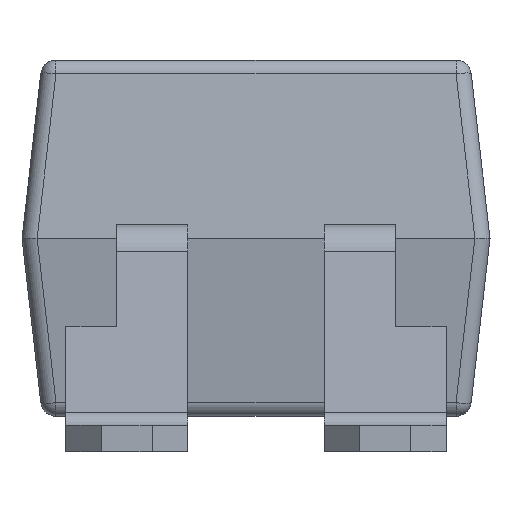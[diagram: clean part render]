
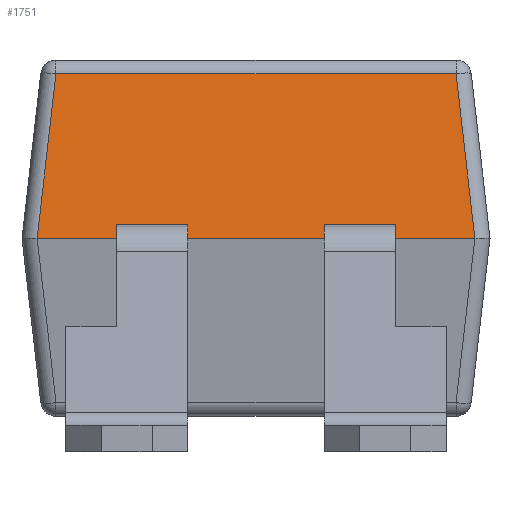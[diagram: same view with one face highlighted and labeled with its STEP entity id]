
A CAD part, left-side view. The second image highlights one B-rep face of the part: STEP entity #1751.
In plain terms, the highlighted face is planar.
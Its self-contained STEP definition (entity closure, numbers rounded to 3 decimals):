
#77=PLANE('',#1926);
#173=FACE_OUTER_BOUND('',#269,.T.);
#269=EDGE_LOOP('',(#1494,#1495,#1496,#1497));
#439=LINE('',#2881,#612);
#442=LINE('',#2886,#615);
#444=LINE('',#2889,#617);
#450=LINE('',#2898,#623);
#612=VECTOR('',#2384,1000.);
#615=VECTOR('',#2391,1000.);
#617=VECTOR('',#2395,1000.);
#623=VECTOR('',#2407,1000.);
#806=VERTEX_POINT('',#2798);
#809=VERTEX_POINT('',#2805);
#815=VERTEX_POINT('',#2819);
#826=VERTEX_POINT('',#2847);
#1051=EDGE_CURVE('',#806,#815,#439,.T.);
#1054=EDGE_CURVE('',#826,#806,#442,.T.);
#1056=EDGE_CURVE('',#809,#826,#444,.T.);
#1062=EDGE_CURVE('',#809,#815,#450,.T.);
#1494=ORIENTED_EDGE('',*,*,#1051,.F.);
#1495=ORIENTED_EDGE('',*,*,#1054,.F.);
#1496=ORIENTED_EDGE('',*,*,#1056,.F.);
#1497=ORIENTED_EDGE('',*,*,#1062,.T.);
#1751=ADVANCED_FACE('',(#173),#77,.T.);
#1926=AXIS2_PLACEMENT_3D('',#2897,#2405,#2406);
#2384=DIRECTION('',(0.113,-0.113,-0.987));
#2391=DIRECTION('',(1.,0.,0.));
#2395=DIRECTION('',(0.113,0.113,0.987));
#2405=DIRECTION('center_axis',(0.,-0.994,0.114));
#2406=DIRECTION('ref_axis',(-1.,0.,0.));
#2407=DIRECTION('',(1.,0.,0.));
#2798=CARTESIAN_POINT('',(6.338,1.89,9.515));
#2805=CARTESIAN_POINT('',(2.221,1.705,7.898));
#2819=CARTESIAN_POINT('',(6.522,1.705,7.898));
#2847=CARTESIAN_POINT('',(2.405,1.89,9.515));
#2881=CARTESIAN_POINT('',(6.393,1.834,9.028));
#2886=CARTESIAN_POINT('',(3.796,1.89,9.515));
#2889=CARTESIAN_POINT('',(2.356,1.84,9.081));
#2897=CARTESIAN_POINT('Origin',(3.221,1.805,8.773));
#2898=CARTESIAN_POINT('',(3.221,1.705,7.898));
